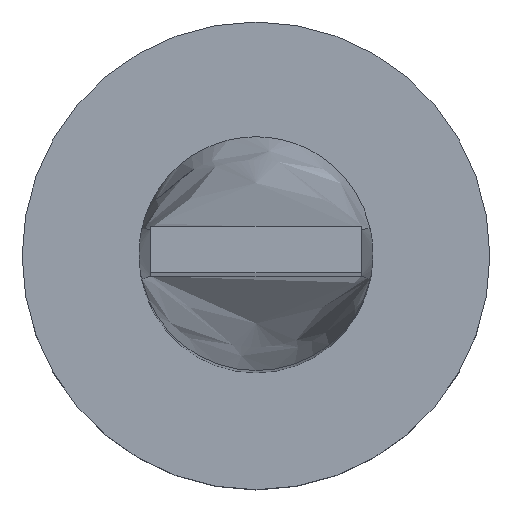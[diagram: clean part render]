
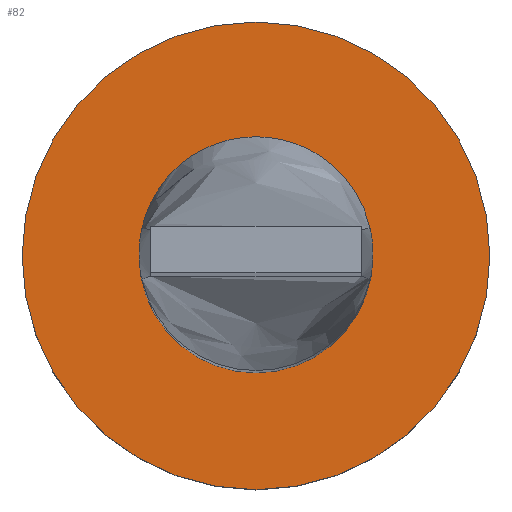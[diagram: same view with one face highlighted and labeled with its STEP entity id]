
A CAD part, top view. The second image highlights one B-rep face of the part: STEP entity #82.
In plain terms, the highlighted planar face has unit normal (0, 0, 1).
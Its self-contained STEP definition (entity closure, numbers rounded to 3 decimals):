
#2 = FACE_OUTER_BOUND ( 'NONE', #85, .T. ) ;
#3 = CIRCLE ( 'NONE', #340, 2.5 ) ;
#5 = VERTEX_POINT ( 'NONE', #221 ) ;
#52 = EDGE_CURVE ( 'NONE', #427, #5, #295, .T. ) ;
#61 = CARTESIAN_POINT ( 'NONE',  ( 2.5, 0., 3. ) ) ;
#62 = EDGE_LOOP ( 'NONE', ( #287, #294 ) ) ;
#82 = ADVANCED_FACE ( 'NONE', ( #503, #2 ), #172, .T. ) ;
#85 = EDGE_LOOP ( 'NONE', ( #203, #162 ) ) ;
#122 = AXIS2_PLACEMENT_3D ( 'NONE', #297, #398, #493 ) ;
#127 = DIRECTION ( 'NONE',  ( 1., 0., 0. ) ) ;
#146 = DIRECTION ( 'NONE',  ( 1., 0., 0. ) ) ;
#147 = CIRCLE ( 'NONE', #122, 5. ) ;
#154 = VERTEX_POINT ( 'NONE', #61 ) ;
#158 = DIRECTION ( 'NONE',  ( 1., 0., 0. ) ) ;
#162 = ORIENTED_EDGE ( 'NONE', *, *, #239, .T. ) ;
#172 = PLANE ( 'NONE',  #429 ) ;
#175 = CIRCLE ( 'NONE', #396, 2.5 ) ;
#203 = ORIENTED_EDGE ( 'NONE', *, *, #52, .T. ) ;
#208 = EDGE_CURVE ( 'NONE', #154, #263, #3, .T. ) ;
#221 = CARTESIAN_POINT ( 'NONE',  ( 5., 0., 3. ) ) ;
#239 = EDGE_CURVE ( 'NONE', #5, #427, #147, .T. ) ;
#254 = DIRECTION ( 'NONE',  ( 0., 0., 1. ) ) ;
#263 = VERTEX_POINT ( 'NONE', #433 ) ;
#272 = CARTESIAN_POINT ( 'NONE',  ( -5., 0., 3. ) ) ;
#281 = DIRECTION ( 'NONE',  ( 0., 0., 1. ) ) ;
#287 = ORIENTED_EDGE ( 'NONE', *, *, #537, .F. ) ;
#294 = ORIENTED_EDGE ( 'NONE', *, *, #208, .F. ) ;
#295 = CIRCLE ( 'NONE', #329, 5. ) ;
#297 = CARTESIAN_POINT ( 'NONE',  ( 0., 0., 3. ) ) ;
#329 = AXIS2_PLACEMENT_3D ( 'NONE', #368, #359, #127 ) ;
#340 = AXIS2_PLACEMENT_3D ( 'NONE', #347, #444, #158 ) ;
#347 = CARTESIAN_POINT ( 'NONE',  ( 0., 0., 3. ) ) ;
#349 = CARTESIAN_POINT ( 'NONE',  ( 0., 0., 3. ) ) ;
#359 = DIRECTION ( 'NONE',  ( 0., 0., 1. ) ) ;
#367 = CARTESIAN_POINT ( 'NONE',  ( 0., 0., 3. ) ) ;
#368 = CARTESIAN_POINT ( 'NONE',  ( 0., 0., 3. ) ) ;
#396 = AXIS2_PLACEMENT_3D ( 'NONE', #349, #254, #443 ) ;
#398 = DIRECTION ( 'NONE',  ( 0., 0., 1. ) ) ;
#427 = VERTEX_POINT ( 'NONE', #272 ) ;
#429 = AXIS2_PLACEMENT_3D ( 'NONE', #367, #281, #146 ) ;
#433 = CARTESIAN_POINT ( 'NONE',  ( -2.5, 0., 3. ) ) ;
#443 = DIRECTION ( 'NONE',  ( 1., 0., 0. ) ) ;
#444 = DIRECTION ( 'NONE',  ( 0., 0., 1. ) ) ;
#493 = DIRECTION ( 'NONE',  ( 1., 0., 0. ) ) ;
#503 = FACE_BOUND ( 'NONE', #62, .T. ) ;
#537 = EDGE_CURVE ( 'NONE', #263, #154, #175, .T. ) ;
